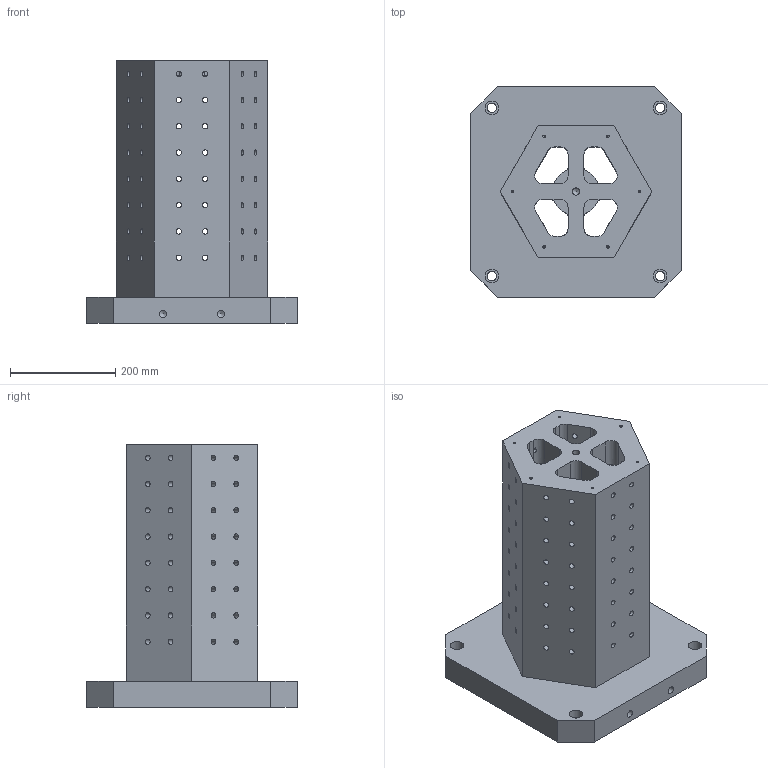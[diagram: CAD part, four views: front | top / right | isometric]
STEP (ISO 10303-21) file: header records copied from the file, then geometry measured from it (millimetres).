
FILE_DESCRIPTION( ( 'Unknown' ), '1' );
FILE_NAME( 'BP32-400400-0500-12.stp', 'Unknown', ( 'S.C.H' ), ( 'Unknown' ), 'XStep 1.0', 'Unknown', ' ' );
FILE_SCHEMA( ( 'CONFIG_CONTROL_DESIGN' ) );
Length unit declared in the file: millimetre
Products named in the file (1): 1
Bounding box: 400 x 400 x 500 mm (x, y, z)
Volume: 20434435.6 mm3; surface area: 1214623.9 mm2
Topology: 1 solids, 1 shells, 231 faces, 786 edges, 540 vertices
Faces by surface type: cylinder 164, plane 45, cone 18, sphere 4
Full cylindrical faces by diameter (mm): 5 x6, 10.106 x96, 13.835 x1, 14 x3, 18 x4, 26 x4
Entity records: 7712 total; most frequent: CARTESIAN_POINT 1464, DIRECTION 1306, ORIENTED_EDGE 1060, AXIS2_PLACEMENT_3D 556, EDGE_LOOP 552, EDGE_CURVE 530, VERTEX_POINT 430, FACE_OUTER_BOUND 345
